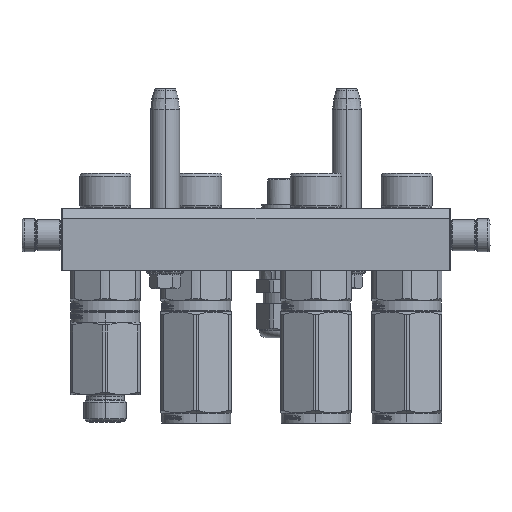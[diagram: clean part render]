
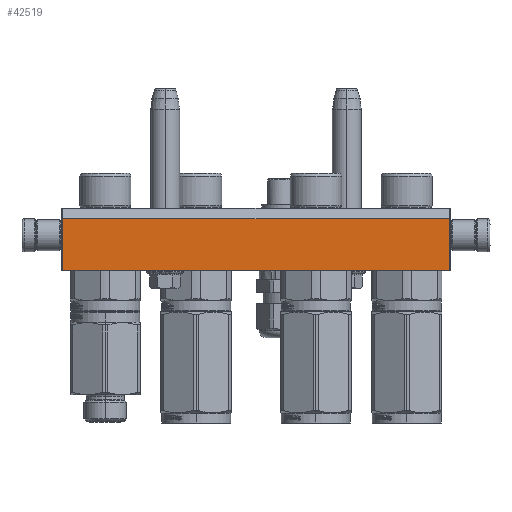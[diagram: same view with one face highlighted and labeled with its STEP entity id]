
A CAD part, left-side view. The second image highlights one B-rep face of the part: STEP entity #42519.
In plain terms, the highlighted face is planar.
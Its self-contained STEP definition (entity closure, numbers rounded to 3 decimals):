
#1137 = FACE_OUTER_BOUND ( 'NONE', #64061, .T. ) ;
#3554 = LINE ( 'NONE', #35114, #76370 ) ;
#6418 = EDGE_CURVE ( 'NONE', #22928, #25658, #3554, .T. ) ;
#8975 = VERTEX_POINT ( 'NONE', #76068 ) ;
#9984 = AXIS2_PLACEMENT_3D ( 'NONE', #26305, #39170, #39438 ) ;
#11452 = VECTOR ( 'NONE', #81495, 1000. ) ;
#13170 = EDGE_CURVE ( 'NONE', #32597, #25658, #68617, .T. ) ;
#13717 = EDGE_CURVE ( 'NONE', #8975, #32597, #42394, .T. ) ;
#13787 = PLANE ( 'NONE',  #9984 ) ;
#16126 = DIRECTION ( 'NONE',  ( 0., 1., 0. ) ) ;
#17555 = ORIENTED_EDGE ( 'NONE', *, *, #13170, .F. ) ;
#22928 = VERTEX_POINT ( 'NONE', #67551 ) ;
#24425 = DIRECTION ( 'NONE',  ( -1., 0., 0. ) ) ;
#25258 = CARTESIAN_POINT ( 'NONE',  ( 93.5, 15., -45. ) ) ;
#25658 = VERTEX_POINT ( 'NONE', #71720 ) ;
#26305 = CARTESIAN_POINT ( 'NONE',  ( 94., -15., -45. ) ) ;
#26386 = VECTOR ( 'NONE', #33292, 1000. ) ;
#28402 = LINE ( 'NONE', #68110, #11452 ) ;
#31856 = ORIENTED_EDGE ( 'NONE', *, *, #64716, .F. ) ;
#32597 = VERTEX_POINT ( 'NONE', #51611 ) ;
#33292 = DIRECTION ( 'NONE',  ( 0., 1., 0. ) ) ;
#35114 = CARTESIAN_POINT ( 'NONE',  ( -93.5, -10., -45. ) ) ;
#39170 = DIRECTION ( 'NONE',  ( 0., 0., -1. ) ) ;
#39438 = DIRECTION ( 'NONE',  ( -1., 0., 0. ) ) ;
#40441 = ORIENTED_EDGE ( 'NONE', *, *, #13717, .F. ) ;
#42394 = LINE ( 'NONE', #76935, #26386 ) ;
#42519 = ADVANCED_FACE ( 'NONE', ( #1137 ), #13787, .T. ) ;
#45634 = ORIENTED_EDGE ( 'NONE', *, *, #6418, .T. ) ;
#51611 = CARTESIAN_POINT ( 'NONE',  ( 93.5, 15., -45. ) ) ;
#64061 = EDGE_LOOP ( 'NONE', ( #17555, #40441, #31856, #45634 ) ) ;
#64716 = EDGE_CURVE ( 'NONE', #22928, #8975, #28402, .T. ) ;
#67551 = CARTESIAN_POINT ( 'NONE',  ( -93.5, -10., -45. ) ) ;
#68110 = CARTESIAN_POINT ( 'NONE',  ( -93.5, -10., -45. ) ) ;
#68617 = LINE ( 'NONE', #25258, #78598 ) ;
#71720 = CARTESIAN_POINT ( 'NONE',  ( -93.5, 15., -45. ) ) ;
#76068 = CARTESIAN_POINT ( 'NONE',  ( 93.5, -10., -45. ) ) ;
#76370 = VECTOR ( 'NONE', #16126, 1000. ) ;
#76935 = CARTESIAN_POINT ( 'NONE',  ( 93.5, -10., -45. ) ) ;
#78598 = VECTOR ( 'NONE', #24425, 1000. ) ;
#81495 = DIRECTION ( 'NONE',  ( 1., 0., 0. ) ) ;
